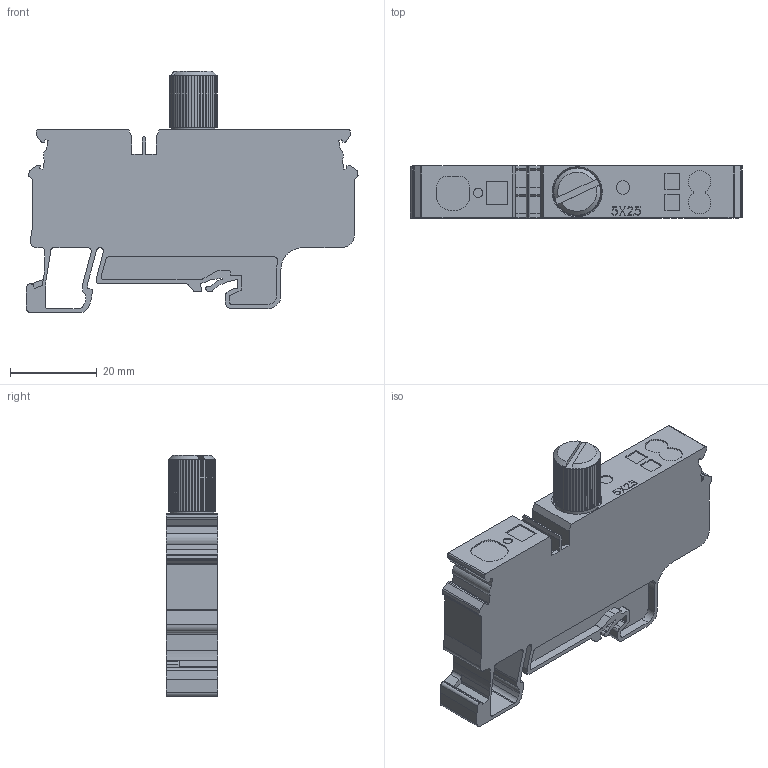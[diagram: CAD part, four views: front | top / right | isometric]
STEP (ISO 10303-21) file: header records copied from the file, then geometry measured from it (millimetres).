
FILE_DESCRIPTION(/* description */ ('Unknown'),/* implementation_level */ '2;1');
FILE_NAME(/* name */ 'CXVF2.5B',/* time_stamp */ '2017-10-25T15:58:40+05:00',/* author */ ('Unknown'),/* organization */ ('Unknown'),/* preprocessor_version */ 'ST-DEVELOPER v16',/* originating_system */ 'DEX',/* authorisation */ $);
FILE_SCHEMA (('AP203_CONFIGURATION_CONTROLLED_3D_DESIGN_OF_MECHANICAL_PARTS_AND_ASSEMBLIES_MIM_LF { 1 0 10303 203 3 1 4 }','AUTOMOTIVE_DESIGN {1 0 10303 214 3 1 1}'));
Length unit declared in the file: millimetre
Products named in the file (1): CXVF2.5B
Bounding box: 76.65 x 12 x 55.65 mm (x, y, z)
Volume: 29167.4 mm3; surface area: 10462.7 mm2
Topology: 1 solids, 1 shells, 609 faces, 1772 edges, 1181 vertices
Faces by surface type: plane 427, cylinder 179, cone 3
Full cylindrical faces by diameter (mm): 2.1 x1, 3.1 x1, 10 x1, 11 x1
Entity records: 24796 total; most frequent: CARTESIAN_POINT 4356, ORIENTED_EDGE 3526, DIRECTION 3206, EDGE_CURVE 1763, LINE 1256, VECTOR 1256, VERTEX_POINT 1177, AXIS2_PLACEMENT_3D 975
